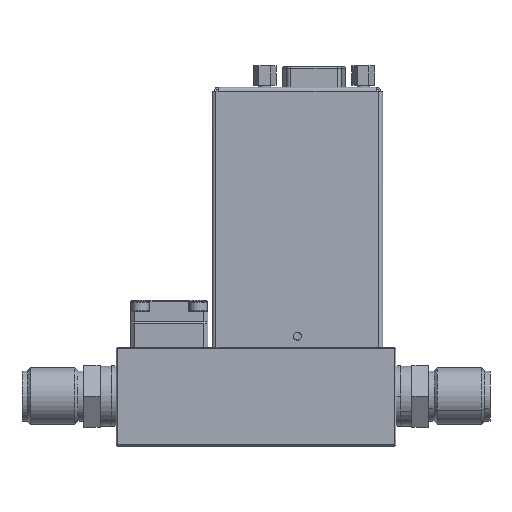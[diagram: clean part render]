
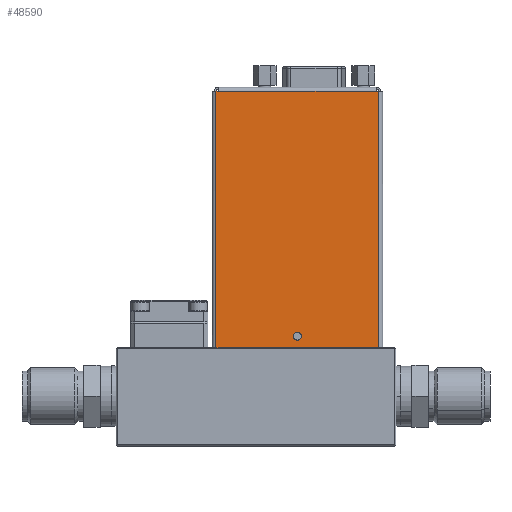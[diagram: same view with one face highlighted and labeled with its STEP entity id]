
A CAD part, top view. The second image highlights one B-rep face of the part: STEP entity #48590.
In plain terms, the highlighted planar face has unit normal (0, 0, 1).
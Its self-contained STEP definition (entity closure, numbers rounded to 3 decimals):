
#5959 = LINE ( 'NONE', #5960, #7713 ) ;
#5960 = CARTESIAN_POINT ( 'NONE',  ( 53.15, 12.3, 12.5 ) ) ;
#5969 = DIRECTION ( 'NONE',  ( 0., 1., 0. ) ) ;
#7713 = VECTOR ( 'NONE', #5969, 1000. ) ;
#9841 = VECTOR ( 'NONE', #11266, 1000. ) ;
#9848 = CIRCLE ( 'NONE', #9850, 1.025 ) ;
#9850 = AXIS2_PLACEMENT_3D ( 'NONE', #11263, #11264, #11265 ) ;
#9851 = VECTOR ( 'NONE', #11269, 1000. ) ;
#11237 = CARTESIAN_POINT ( 'NONE',  ( 52.64, 12.3, 12.5 ) ) ;
#11262 = LINE ( 'NONE', #11237, #9841 ) ;
#11263 = CARTESIAN_POINT ( 'NONE',  ( 32.5, 15.2, 12.5 ) ) ;
#11264 = DIRECTION ( 'NONE',  ( 0., 0., 1. ) ) ;
#11265 = DIRECTION ( 'NONE',  ( 1., 0., 0. ) ) ;
#11266 = DIRECTION ( 'NONE',  ( -1., 0., 0. ) ) ;
#11267 = LINE ( 'NONE', #11268, #9851 ) ;
#11268 = CARTESIAN_POINT ( 'NONE',  ( 52.64, 77.3, 12.5 ) ) ;
#11269 = DIRECTION ( 'NONE',  ( -1., 0., 0. ) ) ;
#13672 = FACE_OUTER_BOUND ( 'NONE', #35212, .T. ) ;
#13826 = AXIS2_PLACEMENT_3D ( 'NONE', #14580, #14582, #14584 ) ;
#14556 = FACE_BOUND ( 'NONE', #35219, .T. ) ;
#14560 = PLANE ( 'NONE',  #13826 ) ;
#14580 = CARTESIAN_POINT ( 'NONE',  ( 52.64, 12.3, 12.5 ) ) ;
#14582 = DIRECTION ( 'NONE',  ( 0., 0., 1. ) ) ;
#14584 = DIRECTION ( 'NONE',  ( 1., 0., 0. ) ) ;
#23666 = VERTEX_POINT ( 'NONE', #64268 ) ;
#23674 = VERTEX_POINT ( 'NONE', #64276 ) ;
#23691 = VERTEX_POINT ( 'NONE', #64293 ) ;
#23717 = VERTEX_POINT ( 'NONE', #64319 ) ;
#23750 = VERTEX_POINT ( 'NONE', #64352 ) ;
#34665 = VERTEX_POINT ( 'NONE', #66151 ) ;
#35212 = EDGE_LOOP ( 'NONE', ( #67377, #67379, #67381, #67383, #67385, #67387 ) ) ;
#35219 = EDGE_LOOP ( 'NONE', ( #67373, #67375 ) ) ;
#37284 = VECTOR ( 'NONE', #45913, 1000. ) ;
#37443 = VECTOR ( 'NONE', #46408, 1000. ) ;
#37559 = VECTOR ( 'NONE', #46746, 1000. ) ;
#43796 = CIRCLE ( 'NONE', #43798, 1.025 ) ;
#43798 = AXIS2_PLACEMENT_3D ( 'NONE', #47209, #47210, #47211 ) ;
#45906 = LINE ( 'NONE', #45910, #37284 ) ;
#45910 = CARTESIAN_POINT ( 'NONE',  ( 11.85, 77.3, 12.5 ) ) ;
#45913 = DIRECTION ( 'NONE',  ( 0., -1., 0. ) ) ;
#46384 = LINE ( 'NONE', #46404, #37443 ) ;
#46404 = CARTESIAN_POINT ( 'NONE',  ( 11.86, 77.3, 12.5 ) ) ;
#46408 = DIRECTION ( 'NONE',  ( 1., 0., 0. ) ) ;
#46724 = CARTESIAN_POINT ( 'NONE',  ( 52.64, 77.3, 12.5 ) ) ;
#46733 = LINE ( 'NONE', #46724, #37559 ) ;
#46746 = DIRECTION ( 'NONE',  ( -1., 0., 0. ) ) ;
#47209 = CARTESIAN_POINT ( 'NONE',  ( 32.5, 15.2, 12.5 ) ) ;
#47210 = DIRECTION ( 'NONE',  ( 0., 0., 1. ) ) ;
#47211 = DIRECTION ( 'NONE',  ( 1., 0., 0. ) ) ;
#47860 = CARTESIAN_POINT ( 'NONE',  ( 31.475, 15.2, 12.5 ) ) ;
#47861 = CARTESIAN_POINT ( 'NONE',  ( 33.525, 15.2, 12.5 ) ) ;
#48432 = EDGE_CURVE ( 'NONE', #23674, #23666, #5959, .T. ) ;
#48590 = ADVANCED_FACE ( 'NONE', ( #14556, #13672 ), #14560, .T. ) ;
#51918 = EDGE_CURVE ( 'NONE', #23691, #34665, #45906, .T. ) ;
#53627 = EDGE_CURVE ( 'NONE', #23691, #23717, #46384, .T. ) ;
#53668 = EDGE_CURVE ( 'NONE', #23666, #23750, #46733, .T. ) ;
#53936 = EDGE_CURVE ( 'NONE', #60557, #60556, #9848, .T. ) ;
#53937 = EDGE_CURVE ( 'NONE', #23674, #34665, #11262, .T. ) ;
#53938 = EDGE_CURVE ( 'NONE', #23750, #23717, #11267, .T. ) ;
#59923 = EDGE_CURVE ( 'NONE', #60556, #60557, #43796, .T. ) ;
#60556 = VERTEX_POINT ( 'NONE', #47860 ) ;
#60557 = VERTEX_POINT ( 'NONE', #47861 ) ;
#64268 = CARTESIAN_POINT ( 'NONE',  ( 53.15, 77.3, 12.5 ) ) ;
#64276 = CARTESIAN_POINT ( 'NONE',  ( 53.15, 12.3, 12.5 ) ) ;
#64293 = CARTESIAN_POINT ( 'NONE',  ( 11.85, 77.3, 12.5 ) ) ;
#64319 = CARTESIAN_POINT ( 'NONE',  ( 12.46, 77.3, 12.5 ) ) ;
#64352 = CARTESIAN_POINT ( 'NONE',  ( 52.54, 77.3, 12.5 ) ) ;
#66151 = CARTESIAN_POINT ( 'NONE',  ( 11.85, 12.3, 12.5 ) ) ;
#67373 = ORIENTED_EDGE ( 'NONE', *, *, #53936, .F. ) ;
#67375 = ORIENTED_EDGE ( 'NONE', *, *, #59923, .F. ) ;
#67377 = ORIENTED_EDGE ( 'NONE', *, *, #53627, .F. ) ;
#67379 = ORIENTED_EDGE ( 'NONE', *, *, #51918, .T. ) ;
#67381 = ORIENTED_EDGE ( 'NONE', *, *, #53937, .F. ) ;
#67383 = ORIENTED_EDGE ( 'NONE', *, *, #48432, .T. ) ;
#67385 = ORIENTED_EDGE ( 'NONE', *, *, #53668, .T. ) ;
#67387 = ORIENTED_EDGE ( 'NONE', *, *, #53938, .T. ) ;
